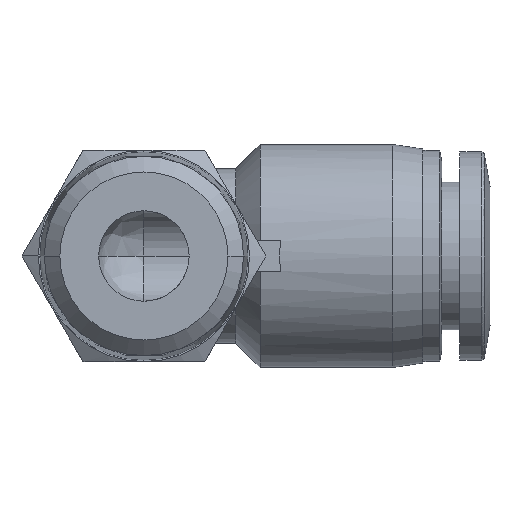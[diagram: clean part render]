
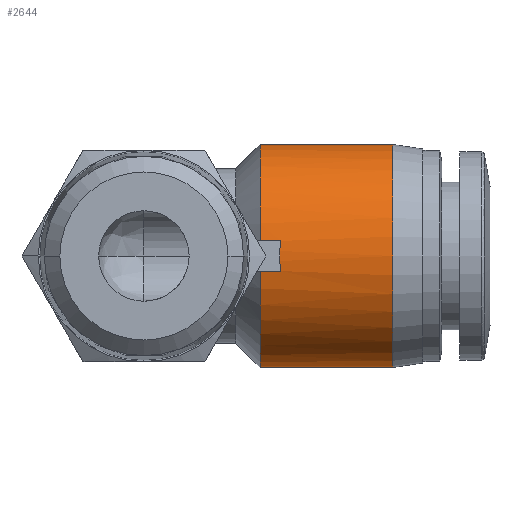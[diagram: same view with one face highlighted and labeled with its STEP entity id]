
A CAD part, front view. The second image highlights one B-rep face of the part: STEP entity #2644.
In plain terms, the highlighted cylindrical face has radius 7.4 mm (diameter 14.8 mm), a partial arc.
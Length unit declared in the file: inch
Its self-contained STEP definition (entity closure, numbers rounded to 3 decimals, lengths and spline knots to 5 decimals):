
#19 = DIRECTION ( 'NONE',  ( -1., 0., 0. ) ) ;
#61 = EDGE_LOOP ( 'NONE', ( #289, #496, #1234, #798, #1170, #2051, #1353, #1759 ) ) ;
#89 = CARTESIAN_POINT ( 'NONE',  ( 0.30315, 0.59055, -0.29134 ) ) ;
#237 = AXIS2_PLACEMENT_3D ( 'NONE', #2168, #863, #2364 ) ;
#239 = VERTEX_POINT ( 'NONE', #2199 ) ;
#247 = CARTESIAN_POINT ( 'NONE',  ( 0.30088, 0.30188, -0.03937 ) ) ;
#289 = ORIENTED_EDGE ( 'NONE', *, *, #1988, .F. ) ;
#303 = CARTESIAN_POINT ( 'NONE',  ( 0.30315, 0.59055, 0.29134 ) ) ;
#324 = VERTEX_POINT ( 'NONE', #806 ) ;
#340 = VECTOR ( 'NONE', #2120, 39.37008 ) ;
#383 = CARTESIAN_POINT ( 'NONE',  ( 0.64961, 0.59055, 0.29134 ) ) ;
#395 = VERTEX_POINT ( 'NONE', #1279 ) ;
#415 = LINE ( 'NONE', #592, #340 ) ;
#496 = ORIENTED_EDGE ( 'NONE', *, *, #2360, .F. ) ;
#531 = CARTESIAN_POINT ( 'NONE',  ( 0.64961, 0.59055, -0.29134 ) ) ;
#592 = CARTESIAN_POINT ( 'NONE',  ( 0.47638, 0.59055, 0.29134 ) ) ;
#729 = DIRECTION ( 'NONE',  ( -1., 0., 0. ) ) ;
#779 = CIRCLE ( 'NONE', #1876, 0.29134 ) ;
#782 = VECTOR ( 'NONE', #19, 39.37008 ) ;
#798 = ORIENTED_EDGE ( 'NONE', *, *, #2093, .F. ) ;
#806 = CARTESIAN_POINT ( 'NONE',  ( 0.30315, 0.30188, -0.03937 ) ) ;
#809 = DIRECTION ( 'NONE',  ( -1., 0., 0. ) ) ;
#856 = AXIS2_PLACEMENT_3D ( 'NONE', #1290, #1514, #2520 ) ;
#863 = DIRECTION ( 'NONE',  ( -1., 0., 0. ) ) ;
#891 = CARTESIAN_POINT ( 'NONE',  ( 0.357, 0.30188, -0.03937 ) ) ;
#992 = VERTEX_POINT ( 'NONE', #531 ) ;
#1001 = LINE ( 'NONE', #1283, #2077 ) ;
#1064 = CIRCLE ( 'NONE', #237, 0.29134 ) ;
#1066 = VECTOR ( 'NONE', #729, 39.37008 ) ;
#1087 = VERTEX_POINT ( 'NONE', #89 ) ;
#1131 = CARTESIAN_POINT ( 'NONE',  ( 0.35343, 0.29832, 0.0132 ) ) ;
#1160 = CARTESIAN_POINT ( 'NONE',  ( 0.30315, 0.59055, 0. ) ) ;
#1170 = ORIENTED_EDGE ( 'NONE', *, *, #1829, .T. ) ;
#1180 = VERTEX_POINT ( 'NONE', #1926 ) ;
#1234 = ORIENTED_EDGE ( 'NONE', *, *, #2236, .F. ) ;
#1279 = CARTESIAN_POINT ( 'NONE',  ( 0.30315, 0.30188, 0.03937 ) ) ;
#1283 = CARTESIAN_POINT ( 'NONE',  ( 0.47638, 0.59055, -0.29134 ) ) ;
#1290 = CARTESIAN_POINT ( 'NONE',  ( 0.47638, 0.59055, 0. ) ) ;
#1353 = ORIENTED_EDGE ( 'NONE', *, *, #1722, .T. ) ;
#1367 = DIRECTION ( 'NONE',  ( 0., 1., 0. ) ) ;
#1374 = LINE ( 'NONE', #247, #782 ) ;
#1404 = CARTESIAN_POINT ( 'NONE',  ( 0.30088, 0.30188, 0.03937 ) ) ;
#1514 = DIRECTION ( 'NONE',  ( 1., 0., 0. ) ) ;
#1586 = CIRCLE ( 'NONE', #2153, 0.29134 ) ;
#1666 = EDGE_CURVE ( 'NONE', #1087, #324, #1586, .T. ) ;
#1722 = EDGE_CURVE ( 'NONE', #1087, #992, #1001, .T. ) ;
#1759 = ORIENTED_EDGE ( 'NONE', *, *, #2738, .T. ) ;
#1829 = EDGE_CURVE ( 'NONE', #239, #324, #1374, .T. ) ;
#1876 = AXIS2_PLACEMENT_3D ( 'NONE', #1160, #2589, #1367 ) ;
#1926 = CARTESIAN_POINT ( 'NONE',  ( 0.357, 0.30188, 0.03937 ) ) ;
#1988 = EDGE_CURVE ( 'NONE', #2503, #2695, #415, .T. ) ;
#2051 = ORIENTED_EDGE ( 'NONE', *, *, #1666, .F. ) ;
#2077 = VECTOR ( 'NONE', #2706, 39.37008 ) ;
#2093 = EDGE_CURVE ( 'NONE', #239, #1180, #2307, .T. ) ;
#2115 = CARTESIAN_POINT ( 'NONE',  ( 0.30315, 0.59055, 0. ) ) ;
#2120 = DIRECTION ( 'NONE',  ( 1., 0., 0. ) ) ;
#2153 = AXIS2_PLACEMENT_3D ( 'NONE', #2115, #809, #2317 ) ;
#2168 = CARTESIAN_POINT ( 'NONE',  ( 0.64961, 0.59055, 0. ) ) ;
#2196 = CARTESIAN_POINT ( 'NONE',  ( 0.35343, 0.29832, -0.0132 ) ) ;
#2199 = CARTESIAN_POINT ( 'NONE',  ( 0.357, 0.30188, -0.03937 ) ) ;
#2236 = EDGE_CURVE ( 'NONE', #1180, #395, #2651, .T. ) ;
#2271 = CYLINDRICAL_SURFACE ( 'NONE', #856, 0.29134 ) ;
#2307 =( BOUNDED_CURVE ( )  B_SPLINE_CURVE ( 3, ( #891, #2196, #1131, #2569 ),
 .UNSPECIFIED., .F., .F. ) 
 B_SPLINE_CURVE_WITH_KNOTS ( ( 4, 4 ),
 ( 3.00604, 3.27714 ),
 .UNSPECIFIED. ) 
 CURVE ( )  GEOMETRIC_REPRESENTATION_ITEM ( )  RATIONAL_B_SPLINE_CURVE ( ( 1., 0.994, 0.994, 1. ) ) 
 REPRESENTATION_ITEM ( '' )  );
#2317 = DIRECTION ( 'NONE',  ( 0., 1., 0. ) ) ;
#2327 = FACE_OUTER_BOUND ( 'NONE', #61, .T. ) ;
#2360 = EDGE_CURVE ( 'NONE', #395, #2503, #779, .T. ) ;
#2364 = DIRECTION ( 'NONE',  ( 0., 0., -1. ) ) ;
#2503 = VERTEX_POINT ( 'NONE', #303 ) ;
#2520 = DIRECTION ( 'NONE',  ( 0., 0., -1. ) ) ;
#2569 = CARTESIAN_POINT ( 'NONE',  ( 0.357, 0.30188, 0.03937 ) ) ;
#2589 = DIRECTION ( 'NONE',  ( -1., 0., 0. ) ) ;
#2644 = ADVANCED_FACE ( 'NONE', ( #2327 ), #2271, .T. ) ;
#2651 = LINE ( 'NONE', #1404, #1066 ) ;
#2695 = VERTEX_POINT ( 'NONE', #383 ) ;
#2706 = DIRECTION ( 'NONE',  ( 1., 0., 0. ) ) ;
#2738 = EDGE_CURVE ( 'NONE', #992, #2695, #1064, .T. ) ;
